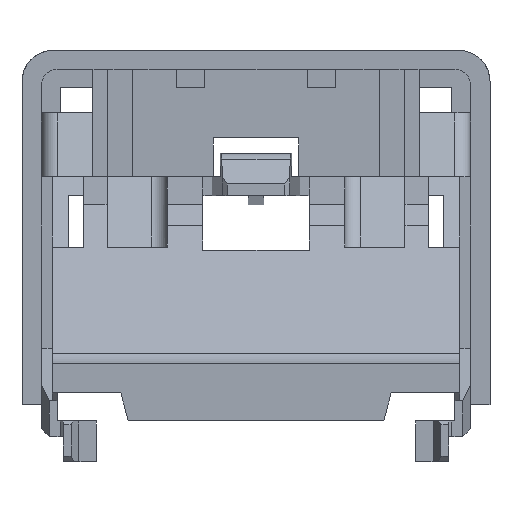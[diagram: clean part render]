
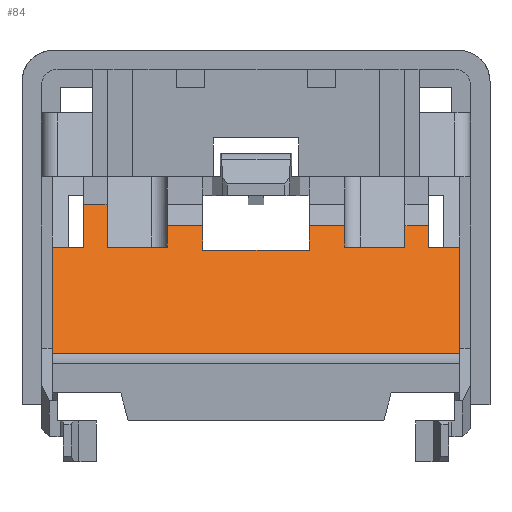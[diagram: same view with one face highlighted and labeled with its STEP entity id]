
A CAD part, left-side view. The second image highlights one B-rep face of the part: STEP entity #84.
In plain terms, the highlighted planar face has unit normal (-0.746, 0, 0.666).
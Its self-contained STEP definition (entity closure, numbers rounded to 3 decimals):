
#84=ADVANCED_FACE('',(#486),#292,.T.);
#292=PLANE('',#4560);
#486=FACE_OUTER_BOUND('',#694,.T.);
#694=EDGE_LOOP('',(#1144,#1145,#1146,#1147,#1148,#1149,#1150,#1151,#1152,
#1153,#1154,#1155,#1156,#1157,#1158,#1159,#1160,#1161,#1162,#1163));
#1144=ORIENTED_EDGE('',*,*,#2861,.F.);
#1145=ORIENTED_EDGE('',*,*,#2862,.F.);
#1146=ORIENTED_EDGE('',*,*,#2863,.F.);
#1147=ORIENTED_EDGE('',*,*,#2651,.F.);
#1148=ORIENTED_EDGE('',*,*,#2864,.T.);
#1149=ORIENTED_EDGE('',*,*,#2865,.T.);
#1150=ORIENTED_EDGE('',*,*,#2866,.T.);
#1151=ORIENTED_EDGE('',*,*,#2704,.F.);
#1152=ORIENTED_EDGE('',*,*,#2867,.T.);
#1153=ORIENTED_EDGE('',*,*,#2868,.F.);
#1154=ORIENTED_EDGE('',*,*,#2869,.T.);
#1155=ORIENTED_EDGE('',*,*,#2870,.F.);
#1156=ORIENTED_EDGE('',*,*,#2871,.F.);
#1157=ORIENTED_EDGE('',*,*,#2727,.F.);
#1158=ORIENTED_EDGE('',*,*,#2872,.F.);
#1159=ORIENTED_EDGE('',*,*,#2711,.F.);
#1160=ORIENTED_EDGE('',*,*,#2873,.F.);
#1161=ORIENTED_EDGE('',*,*,#2716,.F.);
#1162=ORIENTED_EDGE('',*,*,#2874,.F.);
#1163=ORIENTED_EDGE('',*,*,#2722,.T.);
#2223=VERTEX_POINT('',#5891);
#2224=VERTEX_POINT('',#5893);
#2274=VERTEX_POINT('',#5997);
#2275=VERTEX_POINT('',#5999);
#2280=VERTEX_POINT('',#6011);
#2281=VERTEX_POINT('',#6013);
#2285=VERTEX_POINT('',#6023);
#2286=VERTEX_POINT('',#6024);
#2289=VERTEX_POINT('',#6033);
#2290=VERTEX_POINT('',#6035);
#2294=VERTEX_POINT('',#6045);
#2295=VERTEX_POINT('',#6046);
#2413=VERTEX_POINT('',#6310);
#2414=VERTEX_POINT('',#6312);
#2415=VERTEX_POINT('',#6315);
#2416=VERTEX_POINT('',#6317);
#2417=VERTEX_POINT('',#6320);
#2418=VERTEX_POINT('',#6322);
#2419=VERTEX_POINT('',#6324);
#2420=VERTEX_POINT('',#6326);
#2651=EDGE_CURVE('',#2223,#2224,#3304,.T.);
#2704=EDGE_CURVE('',#2274,#2275,#3353,.T.);
#2711=EDGE_CURVE('',#2280,#2281,#3360,.T.);
#2716=EDGE_CURVE('',#2285,#2286,#3365,.T.);
#2722=EDGE_CURVE('',#2290,#2289,#3371,.T.);
#2727=EDGE_CURVE('',#2294,#2295,#3376,.T.);
#2861=EDGE_CURVE('',#2413,#2289,#3506,.T.);
#2862=EDGE_CURVE('',#2414,#2413,#3507,.T.);
#2863=EDGE_CURVE('',#2224,#2414,#3508,.T.);
#2864=EDGE_CURVE('',#2223,#2415,#3509,.T.);
#2865=EDGE_CURVE('',#2415,#2416,#3510,.T.);
#2866=EDGE_CURVE('',#2416,#2275,#3511,.T.);
#2867=EDGE_CURVE('',#2274,#2417,#3512,.T.);
#2868=EDGE_CURVE('',#2418,#2417,#3513,.T.);
#2869=EDGE_CURVE('',#2418,#2419,#3514,.T.);
#2870=EDGE_CURVE('',#2420,#2419,#3515,.T.);
#2871=EDGE_CURVE('',#2295,#2420,#3516,.T.);
#2872=EDGE_CURVE('',#2281,#2294,#3517,.T.);
#2873=EDGE_CURVE('',#2286,#2280,#3518,.T.);
#2874=EDGE_CURVE('',#2290,#2285,#3519,.T.);
#3304=LINE('',#5892,#3920);
#3353=LINE('',#5998,#3969);
#3360=LINE('',#6012,#3976);
#3365=LINE('',#6022,#3981);
#3371=LINE('',#6034,#3987);
#3376=LINE('',#6044,#3992);
#3506=LINE('',#6309,#4122);
#3507=LINE('',#6311,#4123);
#3508=LINE('',#6313,#4124);
#3509=LINE('',#6314,#4125);
#3510=LINE('',#6316,#4126);
#3511=LINE('',#6318,#4127);
#3512=LINE('',#6319,#4128);
#3513=LINE('',#6321,#4129);
#3514=LINE('',#6323,#4130);
#3515=LINE('',#6325,#4131);
#3516=LINE('',#6327,#4132);
#3517=LINE('',#6328,#4133);
#3518=LINE('',#6329,#4134);
#3519=LINE('',#6330,#4135);
#3920=VECTOR('',#4784,1.);
#3969=VECTOR('',#4845,1.);
#3976=VECTOR('',#4854,1.);
#3981=VECTOR('',#4861,1.);
#3987=VECTOR('',#4869,1.);
#3992=VECTOR('',#4876,1.);
#4122=VECTOR('',#5038,1.);
#4123=VECTOR('',#5039,1.);
#4124=VECTOR('',#5040,1.);
#4125=VECTOR('',#5041,1.);
#4126=VECTOR('',#5042,1.);
#4127=VECTOR('',#5043,1.);
#4128=VECTOR('',#5044,1.);
#4129=VECTOR('',#5045,1.);
#4130=VECTOR('',#5046,1.);
#4131=VECTOR('',#5047,1.);
#4132=VECTOR('',#5048,1.);
#4133=VECTOR('',#5049,1.);
#4134=VECTOR('',#5050,1.);
#4135=VECTOR('',#5051,1.);
#4560=AXIS2_PLACEMENT_3D('',#6331,#5052,#5053);
#4784=DIRECTION('',(0.666,0.,0.746));
#4845=DIRECTION('',(-0.666,0.,-0.746));
#4854=DIRECTION('',(-0.666,0.,-0.746));
#4861=DIRECTION('',(0.666,0.,0.746));
#4869=DIRECTION('',(0.666,0.,0.746));
#4876=DIRECTION('',(0.666,0.,0.746));
#5038=DIRECTION('',(0.,-1.,0.));
#5039=DIRECTION('',(0.666,0.,0.746));
#5040=DIRECTION('',(0.,-1.,0.));
#5041=DIRECTION('',(0.,-1.,0.));
#5042=DIRECTION('',(0.666,0.,0.746));
#5043=DIRECTION('',(0.,1.,0.));
#5044=DIRECTION('',(0.,1.,0.));
#5045=DIRECTION('',(0.666,0.,0.746));
#5046=DIRECTION('',(0.,1.,0.));
#5047=DIRECTION('',(-0.666,0.,-0.746));
#5048=DIRECTION('',(0.,-1.,0.));
#5049=DIRECTION('',(0.,-1.,0.));
#5050=DIRECTION('',(0.,-1.,0.));
#5051=DIRECTION('',(0.,-1.,0.));
#5052=DIRECTION('',(-0.746,0.,0.666));
#5053=DIRECTION('',(0.666,0.,0.746));
#5891=CARTESIAN_POINT('',(-0.021,27.022,2.835));
#5892=CARTESIAN_POINT('',(-0.276,27.022,2.55));
#5893=CARTESIAN_POINT('',(6.071,27.022,9.65));
#5997=CARTESIAN_POINT('',(7.291,2.922,11.014));
#5998=CARTESIAN_POINT('',(9.505,2.922,13.491));
#5999=CARTESIAN_POINT('',(6.071,2.922,9.65));
#6011=CARTESIAN_POINT('',(7.291,17.372,11.014));
#6012=CARTESIAN_POINT('',(12.223,17.372,16.531));
#6013=CARTESIAN_POINT('',(5.893,17.372,9.45));
#6022=CARTESIAN_POINT('',(10.838,19.672,14.982));
#6023=CARTESIAN_POINT('',(6.071,19.672,9.65));
#6024=CARTESIAN_POINT('',(7.291,19.672,11.014));
#6033=CARTESIAN_POINT('',(8.525,23.522,12.394));
#6034=CARTESIAN_POINT('',(-0.276,23.522,2.55));
#6035=CARTESIAN_POINT('',(6.071,23.522,9.65));
#6044=CARTESIAN_POINT('',(15.377,10.572,20.059));
#6045=CARTESIAN_POINT('',(5.893,10.572,9.45));
#6046=CARTESIAN_POINT('',(7.291,10.572,11.014));
#6309=CARTESIAN_POINT('',(8.525,25.022,12.394));
#6310=CARTESIAN_POINT('',(8.525,25.022,12.394));
#6311=CARTESIAN_POINT('',(-0.276,25.022,2.55));
#6312=CARTESIAN_POINT('',(6.071,25.022,9.65));
#6313=CARTESIAN_POINT('',(6.071,19.672,9.65));
#6314=CARTESIAN_POINT('',(-0.021,-244.527,2.835));
#6315=CARTESIAN_POINT('',(-0.021,0.922,2.835));
#6316=CARTESIAN_POINT('',(11.586,0.922,15.819));
#6317=CARTESIAN_POINT('',(6.071,0.922,9.65));
#6318=CARTESIAN_POINT('',(6.071,-244.527,9.65));
#6319=CARTESIAN_POINT('',(7.291,-244.527,11.014));
#6320=CARTESIAN_POINT('',(7.291,4.422,11.014));
#6321=CARTESIAN_POINT('',(-0.276,4.422,2.55));
#6322=CARTESIAN_POINT('',(6.071,4.422,9.65));
#6323=CARTESIAN_POINT('',(6.071,-244.527,9.65));
#6324=CARTESIAN_POINT('',(6.071,8.272,9.65));
#6325=CARTESIAN_POINT('',(-0.276,8.272,2.55));
#6326=CARTESIAN_POINT('',(7.291,8.272,11.014));
#6327=CARTESIAN_POINT('',(7.291,47.872,11.014));
#6328=CARTESIAN_POINT('',(5.893,10.572,9.45));
#6329=CARTESIAN_POINT('',(7.291,47.872,11.014));
#6330=CARTESIAN_POINT('',(6.071,-244.527,9.65));
#6331=CARTESIAN_POINT('',(-0.276,-244.527,2.55));
